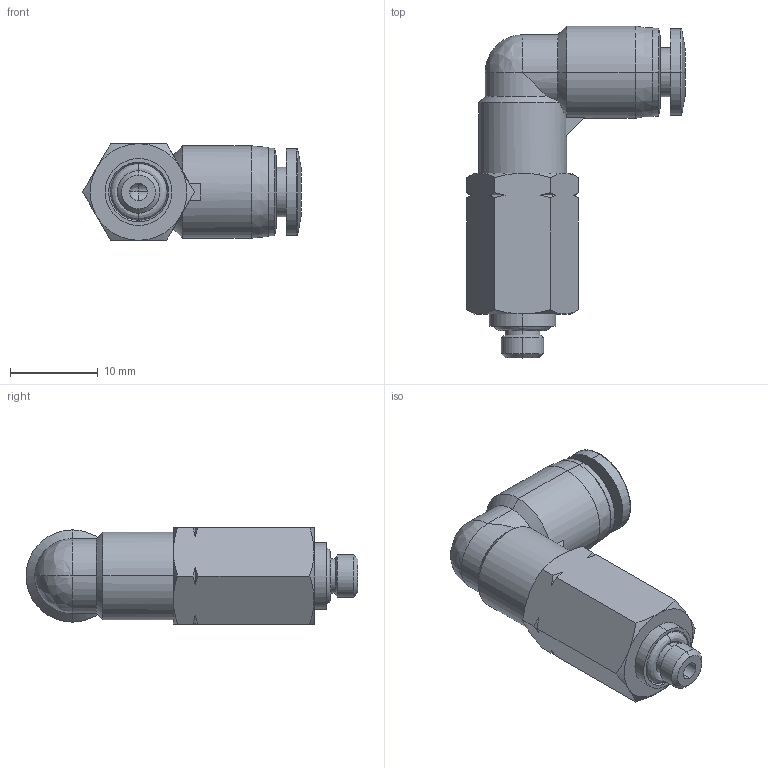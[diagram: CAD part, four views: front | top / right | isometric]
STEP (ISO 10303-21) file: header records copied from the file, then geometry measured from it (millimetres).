
FILE_DESCRIPTION (( 'STEP AP214' ), '1' );
FILE_NAME ('MEL532-10N.step', '2016-02-24T20:42:49', ( '' ), ( '' ), 'SwSTEP 2.0', 'SolidWorks 2015', '' );
FILE_SCHEMA (( 'AUTOMOTIVE_DESIGN' ));
Length unit declared in the file: inch
Products named in the file (1): MEL532-10N
Bounding box: 24.85 x 37.75 x 11 mm (x, y, z)
Volume: 3632.9 mm3; surface area: 2378 mm2
Topology: 2 solids, 2 shells, 105 faces, 242 edges, 142 vertices
Faces by surface type: cone 44, cylinder 29, plane 18, bspline 14
Entity records: 3199 total; most frequent: CARTESIAN_POINT 891, ORIENTED_EDGE 476, DIRECTION 471, EDGE_CURVE 238, AXIS2_PLACEMENT_3D 204, VERTEX_POINT 142, EDGE_LOOP 114, CIRCLE 112
